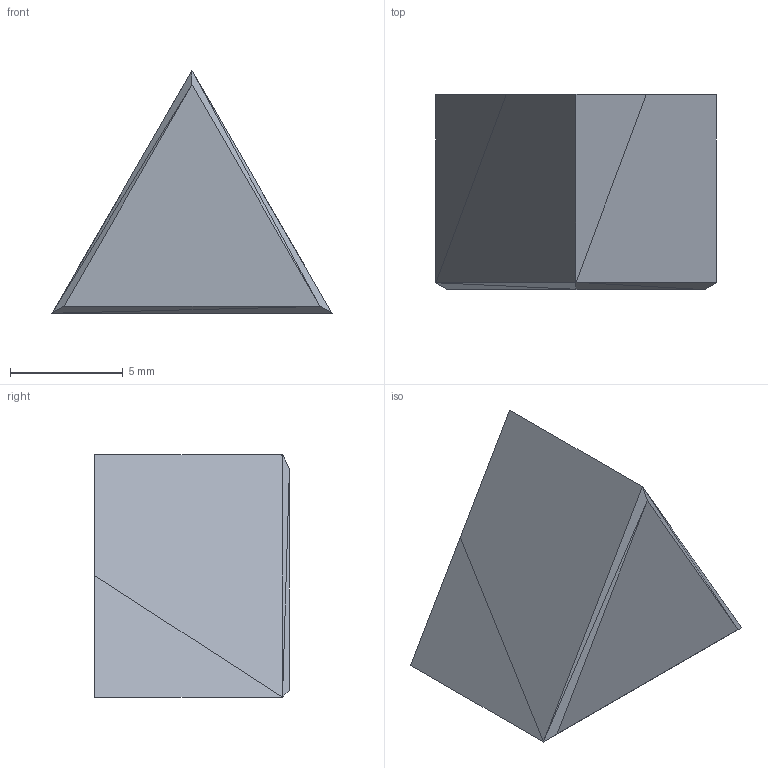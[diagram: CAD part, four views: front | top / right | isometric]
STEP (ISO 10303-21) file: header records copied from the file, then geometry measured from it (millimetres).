
FILE_DESCRIPTION(/* description */ (''),/* implementation_level */ '2;1');
FILE_NAME(/* name */ 'TriangleButton.step',/* time_stamp */ '2026-02-19T15:40:52+01:00',/* author */ (''),/* organization */ (''),/* preprocessor_version */ 'ST-DEVELOPER v20.1',/* originating_system */ 'Autodesk Translation Framework v14.24.0.0',/* authorisation */ '');
FILE_SCHEMA (('AUTOMOTIVE_DESIGN { 1 0 10303 214 3 1 1 }'));
Length unit declared in the file: millimetre
Products named in the file (1): BMO Assistant
Bounding box: 12.45 x 8.66 x 10.78 mm (x, y, z)
Volume: 579 mm3; surface area: 450.5 mm2
Topology: 1 solids, 1 shells, 14 faces, 24 edges, 12 vertices
Faces by surface type: plane 14
Entity records: 341 total; most frequent: DIRECTION 54, CARTESIAN_POINT 51, ORIENTED_EDGE 48, LINE 24, VECTOR 24, EDGE_CURVE 24, AXIS2_PLACEMENT_3D 15, FACE_OUTER_BOUND 14
